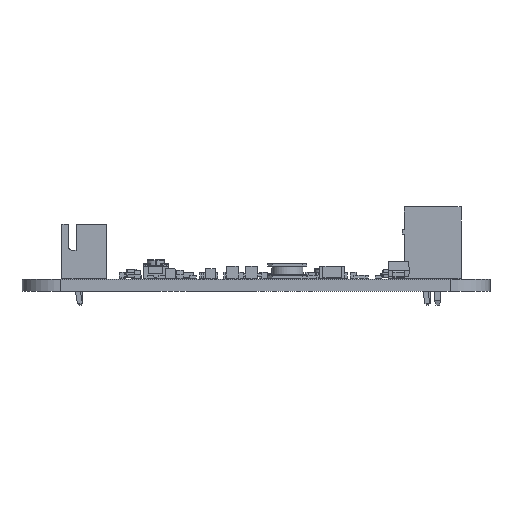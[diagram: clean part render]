
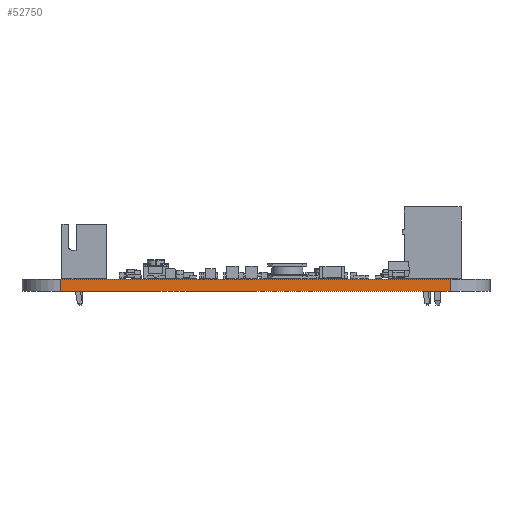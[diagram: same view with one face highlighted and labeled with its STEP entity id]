
A CAD part, left-side view. The second image highlights one B-rep face of the part: STEP entity #52750.
In plain terms, the highlighted planar face has unit normal (-1, 0, 0).
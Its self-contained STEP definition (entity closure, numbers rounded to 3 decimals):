
#51382 = VERTEX_POINT('',#51383);
#51383 = CARTESIAN_POINT('',(124.501,-112.978,0.));
#51390 = EDGE_CURVE('',#51382,#51391,#51393,.T.);
#51391 = VERTEX_POINT('',#51392);
#51392 = CARTESIAN_POINT('',(124.501,-62.978,0.));
#51393 = LINE('',#51394,#51395);
#51394 = CARTESIAN_POINT('',(124.501,-112.978,0.));
#51395 = VECTOR('',#51396,1.);
#51396 = DIRECTION('',(0.,1.,0.));
#52061 = VERTEX_POINT('',#52062);
#52062 = CARTESIAN_POINT('',(124.501,-112.978,1.6));
#52069 = EDGE_CURVE('',#52061,#52070,#52072,.T.);
#52070 = VERTEX_POINT('',#52071);
#52071 = CARTESIAN_POINT('',(124.501,-62.978,1.6));
#52072 = LINE('',#52073,#52074);
#52073 = CARTESIAN_POINT('',(124.501,-112.978,1.6));
#52074 = VECTOR('',#52075,1.);
#52075 = DIRECTION('',(0.,1.,0.));
#52720 = EDGE_CURVE('',#51391,#52070,#52721,.T.);
#52721 = LINE('',#52722,#52723);
#52722 = CARTESIAN_POINT('',(124.501,-62.978,0.));
#52723 = VECTOR('',#52724,1.);
#52724 = DIRECTION('',(0.,0.,1.));
#52750 = ADVANCED_FACE('',(#52751),#52762,.T.);
#52751 = FACE_BOUND('',#52752,.T.);
#52752 = EDGE_LOOP('',(#52753,#52759,#52760,#52761));
#52753 = ORIENTED_EDGE('',*,*,#52754,.T.);
#52754 = EDGE_CURVE('',#51382,#52061,#52755,.T.);
#52755 = LINE('',#52756,#52757);
#52756 = CARTESIAN_POINT('',(124.501,-112.978,0.));
#52757 = VECTOR('',#52758,1.);
#52758 = DIRECTION('',(0.,0.,1.));
#52759 = ORIENTED_EDGE('',*,*,#52069,.T.);
#52760 = ORIENTED_EDGE('',*,*,#52720,.F.);
#52761 = ORIENTED_EDGE('',*,*,#51390,.F.);
#52762 = PLANE('',#52763);
#52763 = AXIS2_PLACEMENT_3D('',#52764,#52765,#52766);
#52764 = CARTESIAN_POINT('',(124.501,-112.978,0.));
#52765 = DIRECTION('',(-1.,0.,0.));
#52766 = DIRECTION('',(0.,1.,0.));
